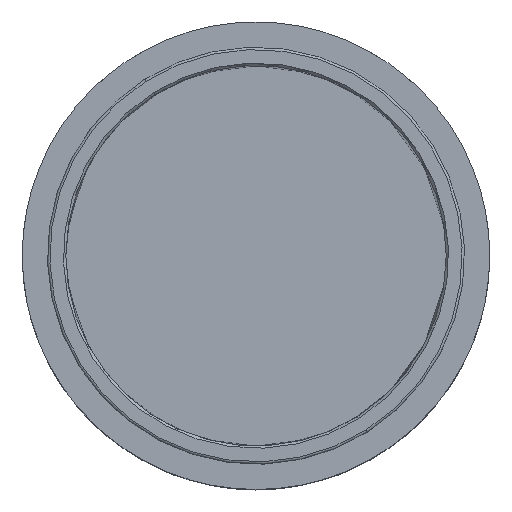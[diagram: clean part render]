
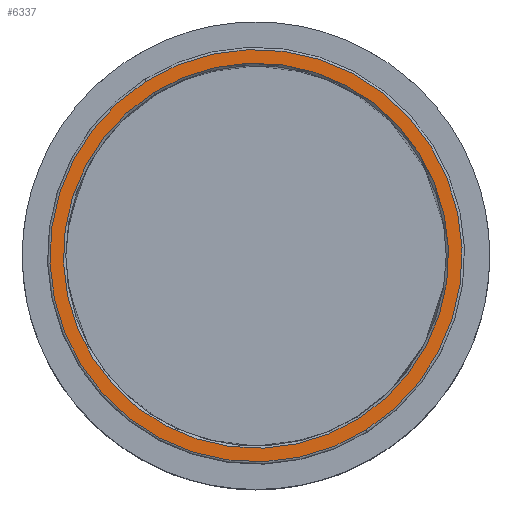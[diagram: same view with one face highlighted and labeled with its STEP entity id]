
A CAD part, top view. The second image highlights one B-rep face of the part: STEP entity #6337.
In plain terms, the highlighted planar face has unit normal (0, 0, 1).
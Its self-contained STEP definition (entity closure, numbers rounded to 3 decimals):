
#89 = CARTESIAN_POINT ( 'NONE',  ( 0., 0., 1195. ) ) ;
#206 = CIRCLE ( 'NONE', #7046, 810. ) ;
#260 = VERTEX_POINT ( 'NONE', #12337 ) ;
#414 = EDGE_CURVE ( 'NONE', #15442, #260, #15710, .T. ) ;
#712 = CARTESIAN_POINT ( 'NONE',  ( 0., 0., 1195. ) ) ;
#889 = FACE_BOUND ( 'NONE', #1708, .T. ) ;
#1708 = EDGE_LOOP ( 'NONE', ( #18114, #18987 ) ) ;
#2587 = DIRECTION ( 'NONE',  ( 0., 0., 1. ) ) ;
#2711 = AXIS2_PLACEMENT_3D ( 'NONE', #11861, #3060, #9944 ) ;
#3060 = DIRECTION ( 'NONE',  ( 0., 0., -1. ) ) ;
#3693 = DIRECTION ( 'NONE',  ( -0.533, 0.846, 0. ) ) ;
#5737 = FACE_OUTER_BOUND ( 'NONE', #17623, .T. ) ;
#5848 = PLANE ( 'NONE',  #15059 ) ;
#5877 = CARTESIAN_POINT ( 'NONE',  ( -461.753, 733.926, 1195. ) ) ;
#6010 = DIRECTION ( 'NONE',  ( -0.533, 0.846, 0. ) ) ;
#6337 = ADVANCED_FACE ( 'NONE', ( #889, #5737 ), #5848, .T. ) ;
#6725 = CARTESIAN_POINT ( 'NONE',  ( 0., 0., 1195. ) ) ;
#7046 = AXIS2_PLACEMENT_3D ( 'NONE', #712, #16058, #6010 ) ;
#9565 = EDGE_CURVE ( 'NONE', #10227, #14280, #12435, .T. ) ;
#9944 = DIRECTION ( 'NONE',  ( -0.533, 0.846, 0. ) ) ;
#10227 = VERTEX_POINT ( 'NONE', #12232 ) ;
#11861 = CARTESIAN_POINT ( 'NONE',  ( 0., 0., 1195. ) ) ;
#12232 = CARTESIAN_POINT ( 'NONE',  ( 431.346, -685.595, 1195. ) ) ;
#12252 = DIRECTION ( 'NONE',  ( 0., 0., -1. ) ) ;
#12337 = CARTESIAN_POINT ( 'NONE',  ( 461.753, -733.926, 1195. ) ) ;
#12435 = CIRCLE ( 'NONE', #2711, 810. ) ;
#13024 = ORIENTED_EDGE ( 'NONE', *, *, #414, .F. ) ;
#14266 = CIRCLE ( 'NONE', #16420, 867.1 ) ;
#14280 = VERTEX_POINT ( 'NONE', #20843 ) ;
#15059 = AXIS2_PLACEMENT_3D ( 'NONE', #16461, #2587, #16122 ) ;
#15442 = VERTEX_POINT ( 'NONE', #5877 ) ;
#15710 = CIRCLE ( 'NONE', #17156, 867.1 ) ;
#15755 = DIRECTION ( 'NONE',  ( -0.533, 0.846, 0. ) ) ;
#16058 = DIRECTION ( 'NONE',  ( 0., 0., -1. ) ) ;
#16122 = DIRECTION ( 'NONE',  ( 1., 0., 0. ) ) ;
#16420 = AXIS2_PLACEMENT_3D ( 'NONE', #89, #20607, #3693 ) ;
#16461 = CARTESIAN_POINT ( 'NONE',  ( 0., 0., 1195. ) ) ;
#17156 = AXIS2_PLACEMENT_3D ( 'NONE', #6725, #12252, #15755 ) ;
#17623 = EDGE_LOOP ( 'NONE', ( #13024, #18316 ) ) ;
#18114 = ORIENTED_EDGE ( 'NONE', *, *, #9565, .T. ) ;
#18316 = ORIENTED_EDGE ( 'NONE', *, *, #19380, .F. ) ;
#18987 = ORIENTED_EDGE ( 'NONE', *, *, #20806, .T. ) ;
#19380 = EDGE_CURVE ( 'NONE', #260, #15442, #14266, .T. ) ;
#20607 = DIRECTION ( 'NONE',  ( 0., 0., -1. ) ) ;
#20806 = EDGE_CURVE ( 'NONE', #14280, #10227, #206, .T. ) ;
#20843 = CARTESIAN_POINT ( 'NONE',  ( -431.346, 685.595, 1195. ) ) ;
